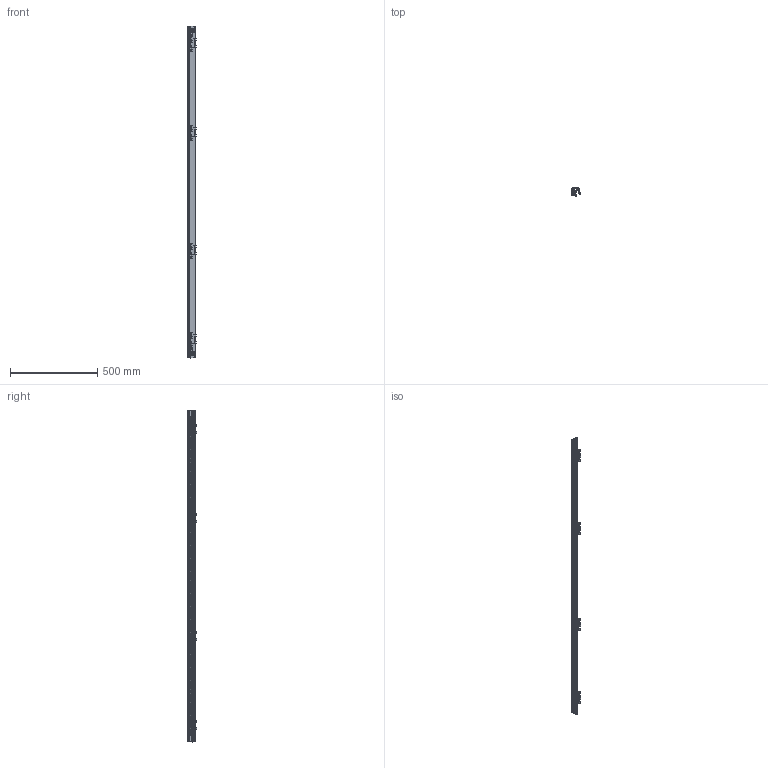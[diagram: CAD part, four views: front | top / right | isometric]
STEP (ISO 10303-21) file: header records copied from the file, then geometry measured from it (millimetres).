
FILE_DESCRIPTION(('CATIA V5 STEP Exchange'),'2;1');
FILE_NAME('EM2000.stp','2014-03-25T07:04:04+00:00',('none'),('none'),'CATIA Version 5 Release 20 SP 6 (IN-10)','CATIA V5 STEP AP203','none');
FILE_SCHEMA(('CONFIG_CONTROL_DESIGN'));
Length unit declared in the file: millimetre
Products named in the file (2): Assieme_struttura_2000x1000x0500_IS2_estetico; Assieme_montante_2000_struttura_IS2
Assembly tree (12 placements, depth 3):
  Assieme_struttura_2000x1000x0500_IS2_estetico
    Assieme_montante_2000_struttura_IS2
      #66
      #84775  x2
      #86800  x4
      #87538  x4
Bounding box: 51.3 x 52.04 x 1904 mm (x, y, z)
Volume: 510417.3 mm3; surface area: 811740 mm2
Topology: 11 solids, 11 shells, 4076 faces, 10822 edges, 6652 vertices
Faces by surface type: plane 2026, cylinder 1314, torus 600, cone 72, bspline 32, sphere 24, revolution 8
Entity records: 93434 total; most frequent: ORIENTED_EDGE 18044, CARTESIAN_POINT 17053, DIRECTION 11788, EDGE_CURVE 9022, VERTEX_POINT 5582, AXIS2_PLACEMENT_3D 5383, VECTOR 4974, LINE 4974
